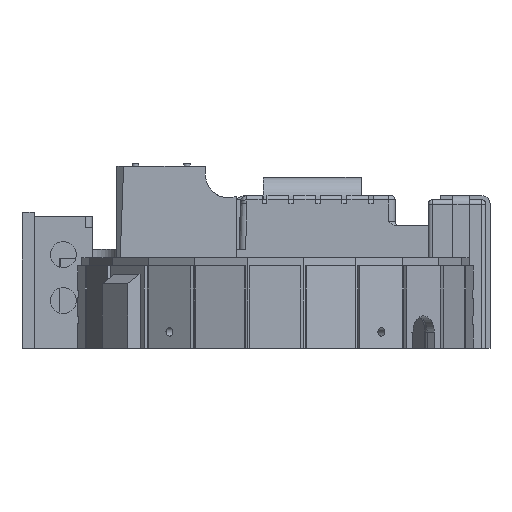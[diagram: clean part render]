
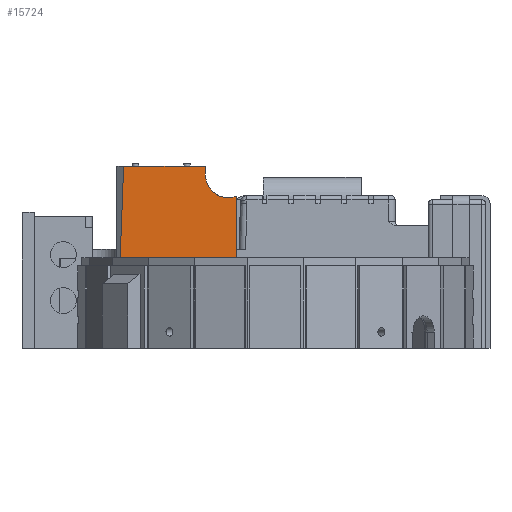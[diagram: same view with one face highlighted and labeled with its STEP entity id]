
A CAD part, front view. The second image highlights one B-rep face of the part: STEP entity #15724.
In plain terms, the highlighted planar face has unit normal (0, -1, 0).
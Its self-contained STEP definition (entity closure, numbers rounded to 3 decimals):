
#779=FACE_OUTER_BOUND('',#1627,.T.);
#1627=EDGE_LOOP('',(#11892,#11893,#11894,#11895,#11896,#11897,#11898,#11899,
#11900));
#2850=CIRCLE('',#16606,17.5);
#3546=LINE('',#24489,#5164);
#3682=LINE('',#25636,#5300);
#3684=LINE('',#25639,#5302);
#3689=LINE('',#25653,#5307);
#3720=LINE('',#25792,#5338);
#3721=LINE('',#25794,#5339);
#3722=LINE('',#25796,#5340);
#3723=LINE('',#25797,#5341);
#5164=VECTOR('',#18233,10.);
#5300=VECTOR('',#18531,10.);
#5302=VECTOR('',#18535,10.);
#5307=VECTOR('',#18550,10.);
#5338=VECTOR('',#18703,10.);
#5339=VECTOR('',#18704,10.);
#5340=VECTOR('',#18705,10.);
#5341=VECTOR('',#18706,10.);
#6976=VERTEX_POINT('',#24486);
#6977=VERTEX_POINT('',#24488);
#7089=VERTEX_POINT('',#25608);
#7091=VERTEX_POINT('',#25612);
#7099=VERTEX_POINT('',#25634);
#7103=VERTEX_POINT('',#25651);
#7150=VERTEX_POINT('',#25791);
#7151=VERTEX_POINT('',#25793);
#7152=VERTEX_POINT('',#25795);
#8694=EDGE_CURVE('',#6977,#6976,#3546,.T.);
#8873=EDGE_CURVE('',#7089,#7091,#2850,.T.);
#8884=EDGE_CURVE('',#7099,#6976,#3682,.T.);
#8886=EDGE_CURVE('',#7089,#7099,#3684,.T.);
#8893=EDGE_CURVE('',#7091,#7103,#3689,.T.);
#8960=EDGE_CURVE('',#7103,#7150,#3720,.T.);
#8961=EDGE_CURVE('',#7150,#7151,#3721,.T.);
#8962=EDGE_CURVE('',#7151,#7152,#3722,.T.);
#8963=EDGE_CURVE('',#7152,#6977,#3723,.T.);
#11892=ORIENTED_EDGE('',*,*,#8873,.T.);
#11893=ORIENTED_EDGE('',*,*,#8893,.T.);
#11894=ORIENTED_EDGE('',*,*,#8960,.T.);
#11895=ORIENTED_EDGE('',*,*,#8961,.T.);
#11896=ORIENTED_EDGE('',*,*,#8962,.T.);
#11897=ORIENTED_EDGE('',*,*,#8963,.T.);
#11898=ORIENTED_EDGE('',*,*,#8694,.T.);
#11899=ORIENTED_EDGE('',*,*,#8884,.F.);
#11900=ORIENTED_EDGE('',*,*,#8886,.F.);
#15110=PLANE('',#16676);
#15724=ADVANCED_FACE('',(#779),#15110,.T.);
#16606=AXIS2_PLACEMENT_3D('',#25614,#18513,#18514);
#16676=AXIS2_PLACEMENT_3D('',#25790,#18701,#18702);
#18233=DIRECTION('',(1.,0.,0.));
#18513=DIRECTION('center_axis',(0.,1.,0.));
#18514=DIRECTION('ref_axis',(1.,0.,0.));
#18531=DIRECTION('',(0.,0.,-1.));
#18535=DIRECTION('',(1.,0.,0.));
#18550=DIRECTION('',(0.,0.,1.));
#18701=DIRECTION('center_axis',(0.,-1.,0.));
#18702=DIRECTION('ref_axis',(1.,0.,0.));
#18703=DIRECTION('',(-1.,0.,0.));
#18704=DIRECTION('',(-0.037,0.,-0.999));
#18705=DIRECTION('',(1.,0.,0.));
#18706=DIRECTION('',(0.,0.,1.));
#24486=CARTESIAN_POINT('',(-30.018,192.205,38.1));
#24488=CARTESIAN_POINT('',(-57.424,192.205,38.1));
#24489=CARTESIAN_POINT('',(-89.774,192.205,38.1));
#25608=CARTESIAN_POINT('',(-30.023,192.205,117.109));
#25612=CARTESIAN_POINT('',(-53.923,192.205,133.397));
#25614=CARTESIAN_POINT('Origin',(-36.423,192.205,133.397));
#25634=CARTESIAN_POINT('',(-30.018,192.205,117.109));
#25636=CARTESIAN_POINT('',(-30.018,192.205,-0.003));
#25639=CARTESIAN_POINT('',(-30.023,192.205,117.109));
#25651=CARTESIAN_POINT('',(-53.923,192.205,140.197));
#25653=CARTESIAN_POINT('',(-53.923,192.205,66.697));
#25790=CARTESIAN_POINT('Origin',(-122.123,192.205,-0.003));
#25791=CARTESIAN_POINT('',(-116.904,192.205,140.197));
#25792=CARTESIAN_POINT('',(-122.123,192.205,140.197));
#25793=CARTESIAN_POINT('',(-121.625,192.205,12.7));
#25794=CARTESIAN_POINT('',(-119.503,192.205,70.));
#25795=CARTESIAN_POINT('',(-57.424,192.205,12.7));
#25796=CARTESIAN_POINT('',(-122.124,192.205,12.7));
#25797=CARTESIAN_POINT('',(-57.424,192.205,6.348));
